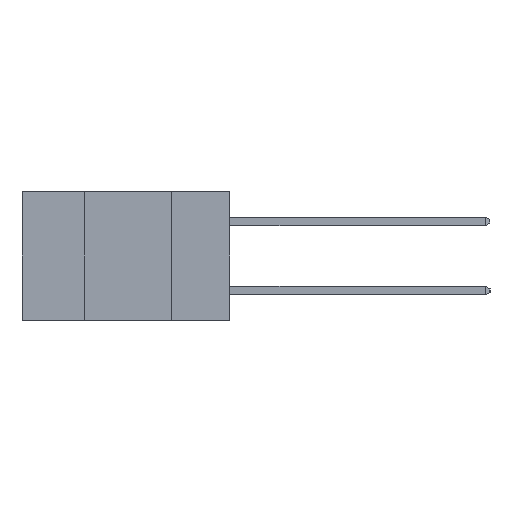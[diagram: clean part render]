
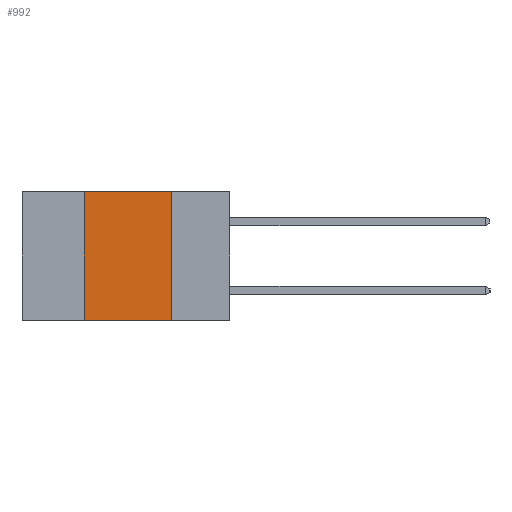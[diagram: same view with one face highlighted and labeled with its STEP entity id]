
A CAD part, left-side view. The second image highlights one B-rep face of the part: STEP entity #992.
In plain terms, the highlighted planar face has unit normal (-1, 0, 0).
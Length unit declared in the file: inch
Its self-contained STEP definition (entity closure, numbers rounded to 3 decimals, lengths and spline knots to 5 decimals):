
#256 = VECTOR ( 'NONE', #13926, 39.37008 ) ;
#527 = VERTEX_POINT ( 'NONE', #5343 ) ;
#824 = DIRECTION ( 'NONE',  ( 0., 0., -1. ) ) ;
#847 = CARTESIAN_POINT ( 'NONE',  ( 0., 0.17, 0. ) ) ;
#992 = ADVANCED_FACE ( 'NONE', ( #2038 ), #11566, .F. ) ;
#1206 = VERTEX_POINT ( 'NONE', #847 ) ;
#2038 = FACE_OUTER_BOUND ( 'NONE', #4472, .T. ) ;
#2107 = VECTOR ( 'NONE', #12521, 39.37008 ) ;
#2244 = DIRECTION ( 'NONE',  ( 0., 0., -1. ) ) ;
#2549 = LINE ( 'NONE', #11176, #2107 ) ;
#4472 = EDGE_LOOP ( 'NONE', ( #7633, #9124, #9371, #9580 ) ) ;
#4891 = EDGE_CURVE ( 'NONE', #16582, #12182, #11476, .T. ) ;
#5303 = CARTESIAN_POINT ( 'NONE',  ( 0., 0.6, 0. ) ) ;
#5343 = CARTESIAN_POINT ( 'NONE',  ( 0., 0.42, 0. ) ) ;
#5385 = AXIS2_PLACEMENT_3D ( 'NONE', #5303, #7476, #824 ) ;
#7476 = DIRECTION ( 'NONE',  ( 1., 0., 0. ) ) ;
#7633 = ORIENTED_EDGE ( 'NONE', *, *, #8133, .F. ) ;
#8133 = EDGE_CURVE ( 'NONE', #1206, #12182, #16293, .T. ) ;
#9124 = ORIENTED_EDGE ( 'NONE', *, *, #17211, .F. ) ;
#9312 = EDGE_CURVE ( 'NONE', #16582, #527, #13181, .T. ) ;
#9371 = ORIENTED_EDGE ( 'NONE', *, *, #9312, .F. ) ;
#9580 = ORIENTED_EDGE ( 'NONE', *, *, #4891, .T. ) ;
#10687 = CARTESIAN_POINT ( 'NONE',  ( 0., 0.17, -0.37 ) ) ;
#11176 = CARTESIAN_POINT ( 'NONE',  ( 0., 0.6, 0. ) ) ;
#11476 = LINE ( 'NONE', #14517, #256 ) ;
#11566 = PLANE ( 'NONE',  #5385 ) ;
#12182 = VERTEX_POINT ( 'NONE', #10687 ) ;
#12521 = DIRECTION ( 'NONE',  ( 0., -1., 0. ) ) ;
#13181 = LINE ( 'NONE', #17032, #17196 ) ;
#13926 = DIRECTION ( 'NONE',  ( 0., -1., 0. ) ) ;
#14517 = CARTESIAN_POINT ( 'NONE',  ( 0., 0.6, -0.37 ) ) ;
#16293 = LINE ( 'NONE', #16708, #17489 ) ;
#16582 = VERTEX_POINT ( 'NONE', #16608 ) ;
#16608 = CARTESIAN_POINT ( 'NONE',  ( 0., 0.42, -0.37 ) ) ;
#16708 = CARTESIAN_POINT ( 'NONE',  ( 0., 0.17, -0.37 ) ) ;
#17032 = CARTESIAN_POINT ( 'NONE',  ( 0., 0.42, -0.37 ) ) ;
#17168 = DIRECTION ( 'NONE',  ( 0., 0., 1. ) ) ;
#17196 = VECTOR ( 'NONE', #17168, 39.37008 ) ;
#17211 = EDGE_CURVE ( 'NONE', #527, #1206, #2549, .T. ) ;
#17489 = VECTOR ( 'NONE', #2244, 39.37008 ) ;
